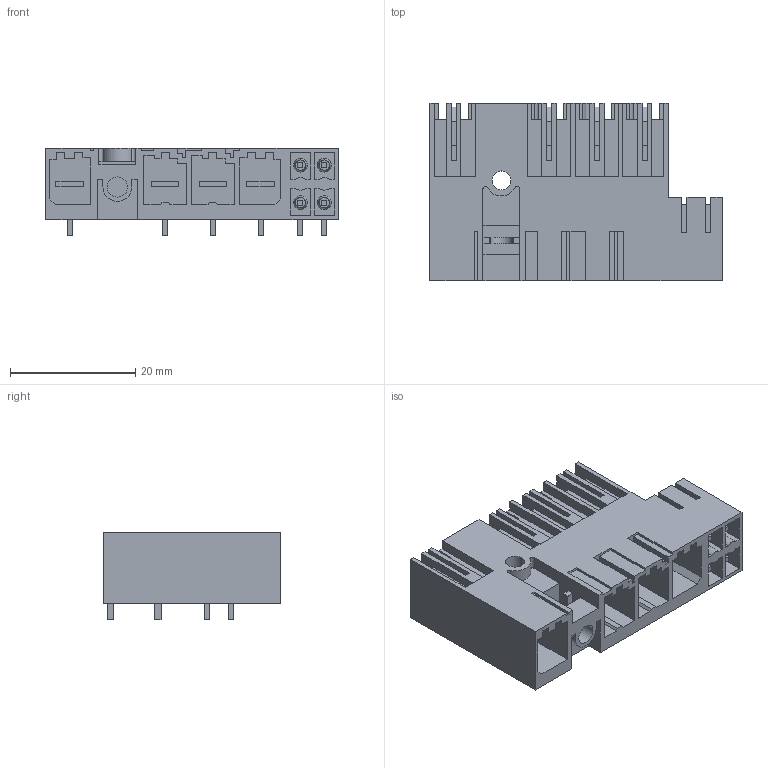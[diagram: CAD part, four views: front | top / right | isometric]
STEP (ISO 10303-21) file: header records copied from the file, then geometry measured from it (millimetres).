
FILE_DESCRIPTION(('CATIA V5 STEP','CAx-IF Rec.Pracs.--- Model Styling and Organization---1.4--- 2014-01-23'),'2;1');
FILE_NAME ('211551-3_0', '2023-09-25T08:21:26+00:00', ('none'), ('Weidmueller'), 'CATIA Version 5-6 Release 2016 SP3 HF44', 'CATIA V5 STEP AP214', 'none');
FILE_SCHEMA(('AUTOMOTIVE_DESIGN { 1 0 10303 214 1 1 1 1 }'));
Length unit declared in the file: millimetre
Products named in the file (1): 2626800000
Bounding box: 46.69 x 28.3 x 14 mm (x, y, z)
Volume: 7221.7 mm3; surface area: 10583.6 mm2
Topology: 9 solids, 9 shells, 669 faces, 2005 edges, 1364 vertices
Faces by surface type: plane 630, cylinder 31, cone 8
Entity records: 21019 total; most frequent: ORIENTED_EDGE 4010, CARTESIAN_POINT 3858, DIRECTION 2822, EDGE_CURVE 2005, VECTOR 1918, LINE 1918, VERTEX_POINT 1364, EDGE_LOOP 699
